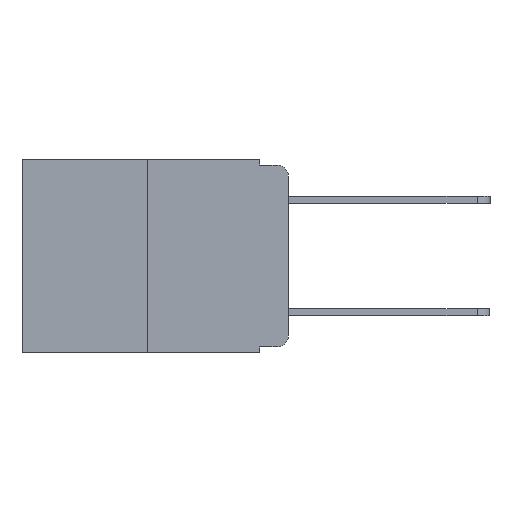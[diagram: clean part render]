
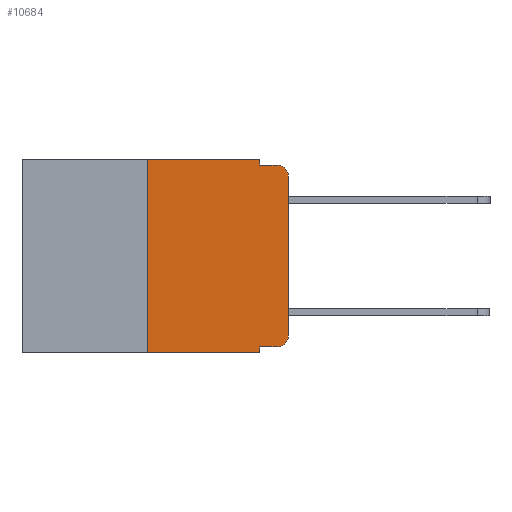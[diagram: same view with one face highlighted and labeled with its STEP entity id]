
A CAD part, left-side view. The second image highlights one B-rep face of the part: STEP entity #10684.
In plain terms, the highlighted planar face has unit normal (-1, 0, 0).
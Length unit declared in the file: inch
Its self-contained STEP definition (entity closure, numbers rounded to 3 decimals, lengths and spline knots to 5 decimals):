
#486 = VERTEX_POINT ( 'NONE', #23983 ) ;
#619 = DIRECTION ( 'NONE',  ( 0., -1., 0. ) ) ;
#994 = ORIENTED_EDGE ( 'NONE', *, *, #8235, .F. ) ;
#1340 = VERTEX_POINT ( 'NONE', #8098 ) ;
#1463 = VERTEX_POINT ( 'NONE', #15976 ) ;
#1505 = DIRECTION ( 'NONE',  ( -1., 0., 0. ) ) ;
#1585 = VECTOR ( 'NONE', #19515, 39.37008 ) ;
#1728 = DIRECTION ( 'NONE',  ( 0., -1., 0. ) ) ;
#1903 = LINE ( 'NONE', #11849, #10816 ) ;
#2457 = CARTESIAN_POINT ( 'NONE',  ( 0., 0.473, 0. ) ) ;
#3397 = VERTEX_POINT ( 'NONE', #19773 ) ;
#3500 = VECTOR ( 'NONE', #619, 39.37008 ) ;
#3622 = DIRECTION ( 'NONE',  ( -1., 0., 0. ) ) ;
#3687 = ORIENTED_EDGE ( 'NONE', *, *, #23441, .T. ) ;
#3927 = LINE ( 'NONE', #18099, #8992 ) ;
#4371 = DIRECTION ( 'NONE',  ( 1., 0., 0. ) ) ;
#4785 = AXIS2_PLACEMENT_3D ( 'NONE', #12852, #1505, #14748 ) ;
#5073 = VERTEX_POINT ( 'NONE', #20834 ) ;
#5180 = ORIENTED_EDGE ( 'NONE', *, *, #10065, .T. ) ;
#5501 = CARTESIAN_POINT ( 'NONE',  ( 0., 0.473, 0. ) ) ;
#5603 = CARTESIAN_POINT ( 'NONE',  ( 0., 0.25, 0. ) ) ;
#5686 = CARTESIAN_POINT ( 'NONE',  ( 0., 0.25, 0. ) ) ;
#6034 = LINE ( 'NONE', #19898, #16075 ) ;
#6041 = EDGE_CURVE ( 'NONE', #1463, #14491, #6034, .T. ) ;
#6837 = DIRECTION ( 'NONE',  ( 0., 0., 1. ) ) ;
#7196 = CARTESIAN_POINT ( 'NONE',  ( 0., 0.051, -0.01 ) ) ;
#7876 = ORIENTED_EDGE ( 'NONE', *, *, #8962, .F. ) ;
#8098 = CARTESIAN_POINT ( 'NONE',  ( 0., 0.051, -0.01 ) ) ;
#8235 = EDGE_CURVE ( 'NONE', #1340, #19432, #9241, .T. ) ;
#8286 = EDGE_CURVE ( 'NONE', #5073, #12293, #12469, .T. ) ;
#8335 = LINE ( 'NONE', #5501, #22040 ) ;
#8573 = LINE ( 'NONE', #13891, #3500 ) ;
#8962 = EDGE_CURVE ( 'NONE', #19879, #3397, #8335, .T. ) ;
#8992 = VECTOR ( 'NONE', #6837, 39.37008 ) ;
#9109 = DIRECTION ( 'NONE',  ( 0., -1., 0. ) ) ;
#9241 = LINE ( 'NONE', #7196, #13642 ) ;
#9617 = ORIENTED_EDGE ( 'NONE', *, *, #19912, .F. ) ;
#9745 = VERTEX_POINT ( 'NONE', #18486 ) ;
#10065 = EDGE_CURVE ( 'NONE', #486, #14491, #8573, .T. ) ;
#10684 = ADVANCED_FACE ( 'NONE', ( #23086 ), #15673, .F. ) ;
#10816 = VECTOR ( 'NONE', #15733, 39.37008 ) ;
#11551 = CARTESIAN_POINT ( 'NONE',  ( 0., 0.02, -0.01 ) ) ;
#11849 = CARTESIAN_POINT ( 'NONE',  ( 0., 0.051, -0.333 ) ) ;
#12293 = VERTEX_POINT ( 'NONE', #18859 ) ;
#12469 = CIRCLE ( 'NONE', #13425, 0.02 ) ;
#12852 = CARTESIAN_POINT ( 'NONE',  ( 0., 0.02, -0.03 ) ) ;
#13147 = ORIENTED_EDGE ( 'NONE', *, *, #22036, .T. ) ;
#13227 = EDGE_LOOP ( 'NONE', ( #3687, #13731, #994, #16681, #7876, #9617, #5180, #15817, #13147, #13760 ) ) ;
#13425 = AXIS2_PLACEMENT_3D ( 'NONE', #14925, #3622, #16817 ) ;
#13642 = VECTOR ( 'NONE', #9109, 39.37008 ) ;
#13731 = ORIENTED_EDGE ( 'NONE', *, *, #21664, .T. ) ;
#13760 = ORIENTED_EDGE ( 'NONE', *, *, #8286, .T. ) ;
#13891 = CARTESIAN_POINT ( 'NONE',  ( 0., 0.473, -0.343 ) ) ;
#14289 = DIRECTION ( 'NONE',  ( 0., 0., -1. ) ) ;
#14491 = VERTEX_POINT ( 'NONE', #15577 ) ;
#14748 = DIRECTION ( 'NONE',  ( 0., 0., -1. ) ) ;
#14925 = CARTESIAN_POINT ( 'NONE',  ( 0., 0.02, -0.313 ) ) ;
#15173 = DIRECTION ( 'NONE',  ( 0., 0., 1. ) ) ;
#15577 = CARTESIAN_POINT ( 'NONE',  ( 0., 0.051, -0.343 ) ) ;
#15673 = PLANE ( 'NONE',  #17239 ) ;
#15733 = DIRECTION ( 'NONE',  ( 0., -1., 0. ) ) ;
#15817 = ORIENTED_EDGE ( 'NONE', *, *, #6041, .F. ) ;
#15976 = CARTESIAN_POINT ( 'NONE',  ( 0., 0.051, -0.333 ) ) ;
#16075 = VECTOR ( 'NONE', #14289, 39.37008 ) ;
#16681 = ORIENTED_EDGE ( 'NONE', *, *, #17678, .F. ) ;
#16817 = DIRECTION ( 'NONE',  ( 0., 0., -1. ) ) ;
#17239 = AXIS2_PLACEMENT_3D ( 'NONE', #2457, #4371, #17550 ) ;
#17550 = DIRECTION ( 'NONE',  ( 0., 0., -1. ) ) ;
#17678 = EDGE_CURVE ( 'NONE', #3397, #1340, #21594, .T. ) ;
#18099 = CARTESIAN_POINT ( 'NONE',  ( 0., 0., 0. ) ) ;
#18486 = CARTESIAN_POINT ( 'NONE',  ( 0., 0., -0.03 ) ) ;
#18859 = CARTESIAN_POINT ( 'NONE',  ( 0., 0., -0.313 ) ) ;
#19120 = LINE ( 'NONE', #5686, #23418 ) ;
#19432 = VERTEX_POINT ( 'NONE', #11551 ) ;
#19439 = CARTESIAN_POINT ( 'NONE',  ( 0., 0.051, 0. ) ) ;
#19515 = DIRECTION ( 'NONE',  ( 0., 0., -1. ) ) ;
#19773 = CARTESIAN_POINT ( 'NONE',  ( 0., 0.051, 0. ) ) ;
#19879 = VERTEX_POINT ( 'NONE', #5603 ) ;
#19898 = CARTESIAN_POINT ( 'NONE',  ( 0., 0.051, 0. ) ) ;
#19912 = EDGE_CURVE ( 'NONE', #486, #19879, #19120, .T. ) ;
#20834 = CARTESIAN_POINT ( 'NONE',  ( 0., 0.02, -0.333 ) ) ;
#21594 = LINE ( 'NONE', #19439, #1585 ) ;
#21664 = EDGE_CURVE ( 'NONE', #9745, #19432, #23329, .T. ) ;
#22036 = EDGE_CURVE ( 'NONE', #1463, #5073, #1903, .T. ) ;
#22040 = VECTOR ( 'NONE', #1728, 39.37008 ) ;
#23086 = FACE_OUTER_BOUND ( 'NONE', #13227, .T. ) ;
#23329 = CIRCLE ( 'NONE', #4785, 0.02 ) ;
#23418 = VECTOR ( 'NONE', #15173, 39.37008 ) ;
#23441 = EDGE_CURVE ( 'NONE', #12293, #9745, #3927, .T. ) ;
#23983 = CARTESIAN_POINT ( 'NONE',  ( 0., 0.25, -0.343 ) ) ;
